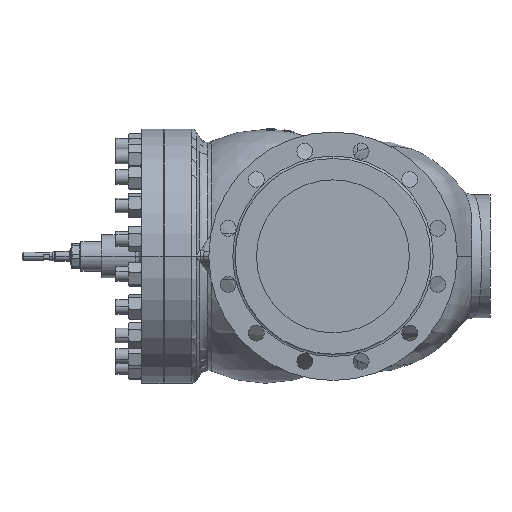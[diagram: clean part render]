
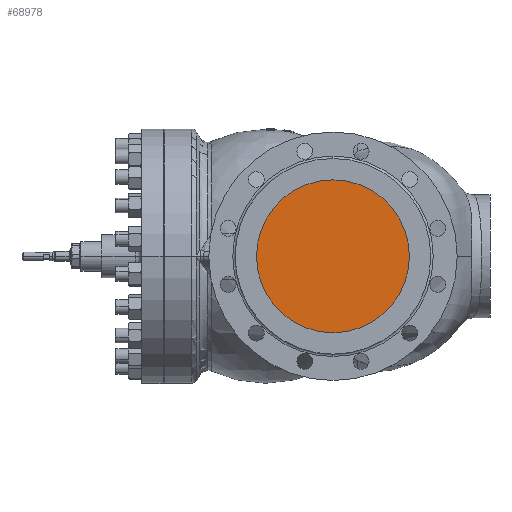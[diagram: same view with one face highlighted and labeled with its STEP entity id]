
A CAD part, left-side view. The second image highlights one B-rep face of the part: STEP entity #68978.
In plain terms, the highlighted planar face has unit normal (-1, 0, 0).
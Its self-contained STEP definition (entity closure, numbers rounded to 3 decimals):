
#2100 = EDGE_CURVE ( 'NONE', #155460, #155456, #55926, .T. ) ;
#40524 = CARTESIAN_POINT ( 'NONE',  ( -360.947, 0., 0. ) ) ;
#40530 = FACE_OUTER_BOUND ( 'NONE', #295980, .T. ) ;
#40533 = PLANE ( 'NONE',  #219629 ) ;
#40537 = DIRECTION ( 'NONE',  ( -1., 0., 0. ) ) ;
#40539 = DIRECTION ( 'NONE',  ( 0., 0., 1. ) ) ;
#50074 = CARTESIAN_POINT ( 'NONE',  ( -360.947, 0., 0. ) ) ;
#50076 = DIRECTION ( 'NONE',  ( -1., 0., 0. ) ) ;
#50079 = DIRECTION ( 'NONE',  ( 0., 0., 1. ) ) ;
#55882 = AXIS2_PLACEMENT_3D ( 'NONE', #170460, #170465, #170470 ) ;
#55926 = CIRCLE ( 'NONE', #55882, 125. ) ;
#68978 = ADVANCED_FACE ( 'NONE', ( #40530 ), #40533, .T. ) ;
#97565 = EDGE_CURVE ( 'NONE', #155456, #155460, #220387, .T. ) ;
#155456 = VERTEX_POINT ( 'NONE', #314939 ) ;
#155460 = VERTEX_POINT ( 'NONE', #314943 ) ;
#170460 = CARTESIAN_POINT ( 'NONE',  ( -360.947, 0., 0. ) ) ;
#170465 = DIRECTION ( 'NONE',  ( -1., 0., 0. ) ) ;
#170470 = DIRECTION ( 'NONE',  ( 0., 0., 1. ) ) ;
#186454 = ORIENTED_EDGE ( 'NONE', *, *, #2100, .T. ) ;
#186458 = ORIENTED_EDGE ( 'NONE', *, *, #97565, .T. ) ;
#219629 = AXIS2_PLACEMENT_3D ( 'NONE', #40524, #40537, #40539 ) ;
#220387 = CIRCLE ( 'NONE', #220405, 125. ) ;
#220405 = AXIS2_PLACEMENT_3D ( 'NONE', #50074, #50076, #50079 ) ;
#295980 = EDGE_LOOP ( 'NONE', ( #186454, #186458 ) ) ;
#314939 = CARTESIAN_POINT ( 'NONE',  ( -360.947, 0., -125. ) ) ;
#314943 = CARTESIAN_POINT ( 'NONE',  ( -360.947, 0., 125. ) ) ;
